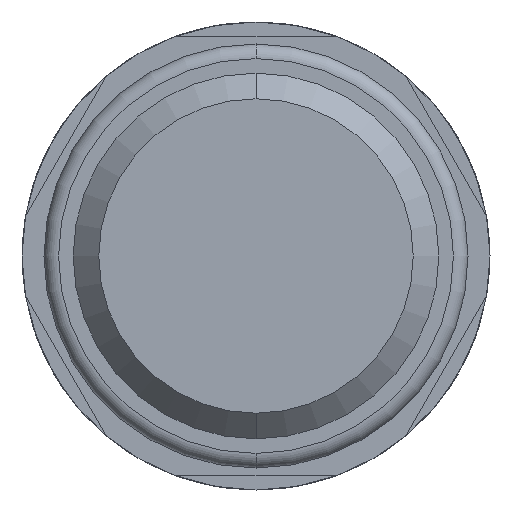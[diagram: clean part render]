
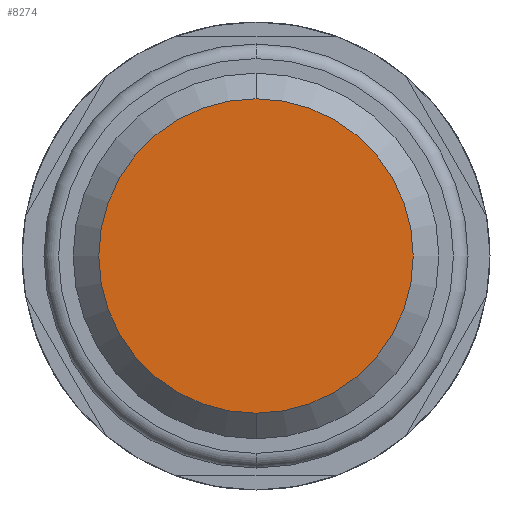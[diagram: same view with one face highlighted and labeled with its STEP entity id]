
A CAD part, front view. The second image highlights one B-rep face of the part: STEP entity #8274.
In plain terms, the highlighted planar face has unit normal (0, -1, 0).
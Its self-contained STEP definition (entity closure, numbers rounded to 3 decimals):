
#863 = CIRCLE ( 'NONE', #6637, 2.15 ) ;
#894 = CARTESIAN_POINT ( 'NONE',  ( 0., 0., -2.15 ) ) ;
#910 = VERTEX_POINT ( 'NONE', #894 ) ;
#1212 = AXIS2_PLACEMENT_3D ( 'NONE', #9299, #7979, #10145 ) ;
#1325 = DIRECTION ( 'NONE',  ( 0., 1., 0. ) ) ;
#1463 = PLANE ( 'NONE',  #8997 ) ;
#1955 = CARTESIAN_POINT ( 'NONE',  ( 0., 0., 2.15 ) ) ;
#2250 = DIRECTION ( 'NONE',  ( 0., 0., 1. ) ) ;
#4774 = ORIENTED_EDGE ( 'NONE', *, *, #12451, .T. ) ;
#6637 = AXIS2_PLACEMENT_3D ( 'NONE', #13699, #10693, #2250 ) ;
#6829 = VERTEX_POINT ( 'NONE', #1955 ) ;
#6961 = FACE_OUTER_BOUND ( 'NONE', #8332, .T. ) ;
#7218 = CIRCLE ( 'NONE', #1212, 2.15 ) ;
#7875 = CARTESIAN_POINT ( 'NONE',  ( 2.5, 0., 0. ) ) ;
#7979 = DIRECTION ( 'NONE',  ( 0., -1., 0. ) ) ;
#8274 = ADVANCED_FACE ( 'Defeature ausgef�hrt3_1', ( #6961 ), #1463, .F. ) ;
#8332 = EDGE_LOOP ( 'NONE', ( #12715, #4774 ) ) ;
#8997 = AXIS2_PLACEMENT_3D ( 'NONE', #7875, #1325, #12136 ) ;
#9018 = EDGE_CURVE ( 'Defeature ausgef�hrt3_1+Defeature ausgef�hrt3_2+Defeature ausgef�hrt3_2+Defeature ausgef�hrt3_2', #6829, #910, #7218, .T. ) ;
#9299 = CARTESIAN_POINT ( 'NONE',  ( 0., 0., 0. ) ) ;
#10145 = DIRECTION ( 'NONE',  ( 0., 0., 1. ) ) ;
#10693 = DIRECTION ( 'NONE',  ( 0., -1., 0. ) ) ;
#12136 = DIRECTION ( 'NONE',  ( 0., 0., 1. ) ) ;
#12451 = EDGE_CURVE ( 'Defeature ausgef�hrt3_1+Defeature ausgef�hrt3_2+Defeature ausgef�hrt3_2+Defeature ausgef�hrt3_2', #910, #6829, #863, .T. ) ;
#12715 = ORIENTED_EDGE ( 'NONE', *, *, #9018, .T. ) ;
#13699 = CARTESIAN_POINT ( 'NONE',  ( 0., 0., 0. ) ) ;
